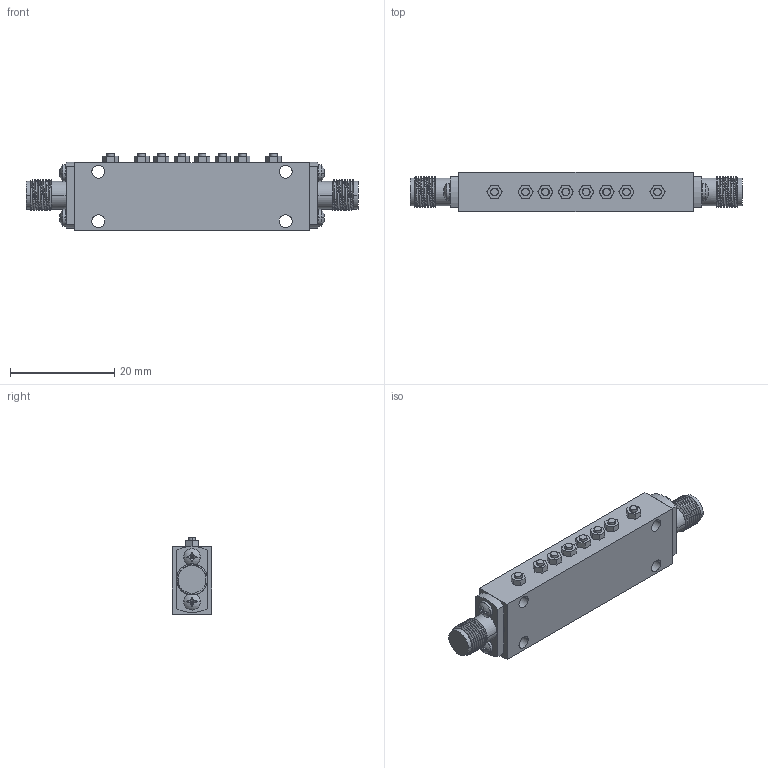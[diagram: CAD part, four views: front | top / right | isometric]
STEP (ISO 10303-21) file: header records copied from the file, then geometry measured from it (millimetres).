
FILE_DESCRIPTION (( 'STEP AP214' ), '1' );
FILE_NAME ('CF-B7-X2.STEP', '2025-10-06T21:19:47', ( '' ), ( '' ), 'SwSTEP 2.0', 'SolidWorks 2021', '' );
FILE_SCHEMA (( 'AUTOMOTIVE_DESIGN' ));
Length unit declared in the file: inch
Products named in the file (1): CF-B7-X2
Bounding box: 63.8 x 7.5 x 14.7 mm (x, y, z)
Volume: 4761.5 mm3; surface area: 3615.7 mm2
Topology: 11 solids, 18 shells, 652 faces, 1641 edges, 1044 vertices
Faces by surface type: plane 236, cylinder 184, cone 180, bspline 28, torus 16, sphere 8
Entity records: 32152 total; most frequent: CARTESIAN_POINT 8355, ORIENTED_EDGE 3282, DIRECTION 3093, EDGE_CURVE 1641, AXIS2_PLACEMENT_3D 1187, VERTEX_POINT 1044, VECTOR 719, LINE 719
